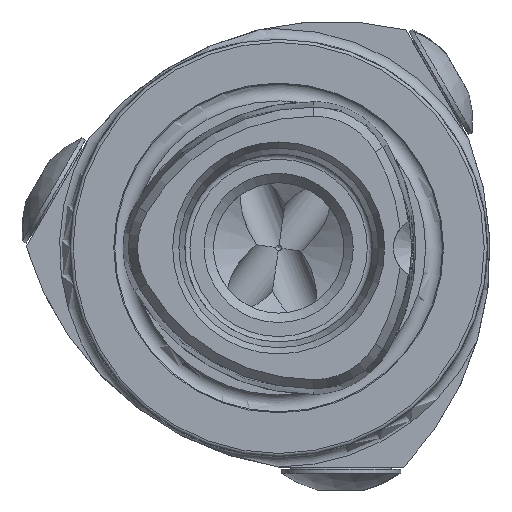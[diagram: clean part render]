
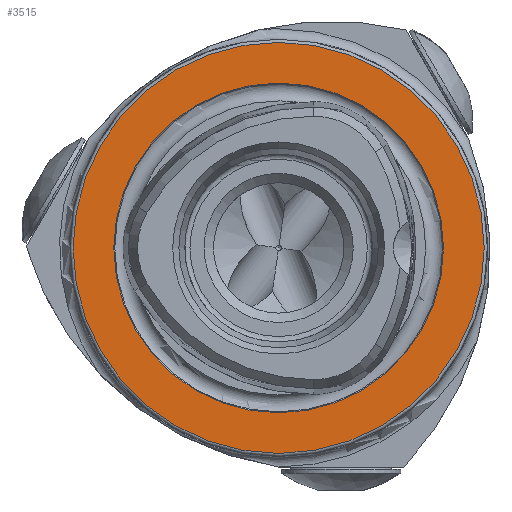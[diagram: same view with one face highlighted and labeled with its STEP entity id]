
A CAD part, left-side view. The second image highlights one B-rep face of the part: STEP entity #3515.
In plain terms, the highlighted planar face has unit normal (-1, 0, 0).
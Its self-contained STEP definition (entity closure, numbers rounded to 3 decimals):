
#833 = ORIENTED_EDGE ( 'NONE', *, *, #2453, .F. ) ;
#1513 = PLANE ( 'NONE',  #9514 ) ;
#1839 = CIRCLE ( 'NONE', #3611, 15.8 ) ;
#2273 = DIRECTION ( 'NONE',  ( 0., 0., -1. ) ) ;
#2453 = EDGE_CURVE ( 'NONE', #2574, #2574, #1839, .T. ) ;
#2482 = EDGE_CURVE ( 'NONE', #5087, #5087, #9263, .T. ) ;
#2574 = VERTEX_POINT ( 'NONE', #8723 ) ;
#2845 = EDGE_LOOP ( 'NONE', ( #833 ) ) ;
#2913 = FACE_OUTER_BOUND ( 'NONE', #5888, .T. ) ;
#3242 = DIRECTION ( 'NONE',  ( -1., 0., 0. ) ) ;
#3515 = ADVANCED_FACE ( 'NONE', ( #6692, #2913 ), #1513, .F. ) ;
#3611 = AXIS2_PLACEMENT_3D ( 'NONE', #6186, #3242, #9400 ) ;
#3626 = CARTESIAN_POINT ( 'NONE',  ( 0., 15.8, 0. ) ) ;
#5087 = VERTEX_POINT ( 'NONE', #5747 ) ;
#5553 = AXIS2_PLACEMENT_3D ( 'NONE', #9262, #9308, #8500 ) ;
#5747 = CARTESIAN_POINT ( 'NONE',  ( 0., 0., 19.7 ) ) ;
#5888 = EDGE_LOOP ( 'NONE', ( #7822 ) ) ;
#6186 = CARTESIAN_POINT ( 'NONE',  ( 0., 0., 0. ) ) ;
#6692 = FACE_BOUND ( 'NONE', #2845, .T. ) ;
#6857 = DIRECTION ( 'NONE',  ( 1., 0., 0. ) ) ;
#7822 = ORIENTED_EDGE ( 'NONE', *, *, #2482, .T. ) ;
#8500 = DIRECTION ( 'NONE',  ( 0., 0., 1. ) ) ;
#8723 = CARTESIAN_POINT ( 'NONE',  ( 0., 0., 15.8 ) ) ;
#9262 = CARTESIAN_POINT ( 'NONE',  ( 0., 0., 0. ) ) ;
#9263 = CIRCLE ( 'NONE', #5553, 19.7 ) ;
#9308 = DIRECTION ( 'NONE',  ( -1., 0., 0. ) ) ;
#9400 = DIRECTION ( 'NONE',  ( 0., 0., 1. ) ) ;
#9514 = AXIS2_PLACEMENT_3D ( 'NONE', #3626, #6857, #2273 ) ;
